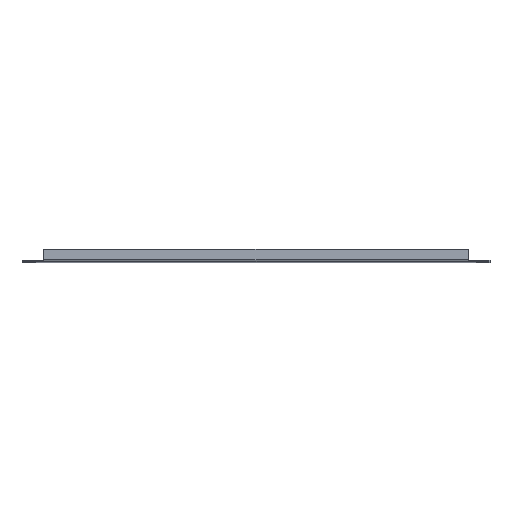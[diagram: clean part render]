
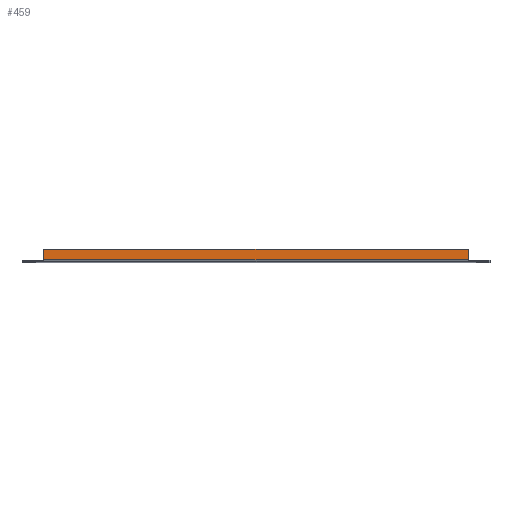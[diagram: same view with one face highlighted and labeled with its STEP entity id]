
A CAD part, top view. The second image highlights one B-rep face of the part: STEP entity #459.
In plain terms, the highlighted planar face has unit normal (0, 0, 1).
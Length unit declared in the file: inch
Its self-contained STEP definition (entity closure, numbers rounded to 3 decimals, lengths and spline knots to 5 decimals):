
#13 = CARTESIAN_POINT ( 'NONE',  ( -8.625, 0.5, 9.609 ) ) ;
#70 = LINE ( 'NONE', #656, #1763 ) ;
#129 = VECTOR ( 'NONE', #1458, 39.37008 ) ;
#139 = ORIENTED_EDGE ( 'NONE', *, *, #985, .F. ) ;
#152 = VECTOR ( 'NONE', #1814, 39.37008 ) ;
#167 = EDGE_CURVE ( 'NONE', #1013, #2003, #1682, .T. ) ;
#204 = CARTESIAN_POINT ( 'NONE',  ( 8.625, 0.04648, 9.609 ) ) ;
#271 = DIRECTION ( 'NONE',  ( 0., -1., 0. ) ) ;
#412 = CARTESIAN_POINT ( 'NONE',  ( 8.625, 0.086, 9.609 ) ) ;
#459 = ADVANCED_FACE ( 'NONE', ( #1173 ), #1472, .F. ) ;
#496 = ORIENTED_EDGE ( 'NONE', *, *, #502, .F. ) ;
#502 = EDGE_CURVE ( 'NONE', #1013, #1460, #70, .T. ) ;
#540 = DIRECTION ( 'NONE',  ( 1., 0., 0. ) ) ;
#656 = CARTESIAN_POINT ( 'NONE',  ( 8.625, 0.5, 9.609 ) ) ;
#703 = EDGE_CURVE ( 'NONE', #1603, #2003, #890, .T. ) ;
#731 = CARTESIAN_POINT ( 'NONE',  ( 8.625, 0.086, 9.609 ) ) ;
#846 = DIRECTION ( 'NONE',  ( 0., 0., -1. ) ) ;
#890 = LINE ( 'NONE', #412, #152 ) ;
#926 = CARTESIAN_POINT ( 'NONE',  ( -8.625, 0.086, 9.609 ) ) ;
#985 = EDGE_CURVE ( 'NONE', #1460, #1603, #1448, .T. ) ;
#1013 = VERTEX_POINT ( 'NONE', #13 ) ;
#1020 = CARTESIAN_POINT ( 'NONE',  ( 8.625, 0.5, 9.609 ) ) ;
#1168 = ORIENTED_EDGE ( 'NONE', *, *, #703, .F. ) ;
#1173 = FACE_OUTER_BOUND ( 'NONE', #1696, .T. ) ;
#1411 = VECTOR ( 'NONE', #271, 39.37008 ) ;
#1438 = AXIS2_PLACEMENT_3D ( 'NONE', #204, #846, #1789 ) ;
#1448 = LINE ( 'NONE', #1584, #129 ) ;
#1458 = DIRECTION ( 'NONE',  ( 0., -1., 0. ) ) ;
#1460 = VERTEX_POINT ( 'NONE', #1020 ) ;
#1472 = PLANE ( 'NONE',  #1438 ) ;
#1520 = CARTESIAN_POINT ( 'NONE',  ( -8.625, 0.04648, 9.609 ) ) ;
#1584 = CARTESIAN_POINT ( 'NONE',  ( 8.625, 0.04648, 9.609 ) ) ;
#1603 = VERTEX_POINT ( 'NONE', #731 ) ;
#1682 = LINE ( 'NONE', #1520, #1411 ) ;
#1696 = EDGE_LOOP ( 'NONE', ( #139, #496, #1737, #1168 ) ) ;
#1737 = ORIENTED_EDGE ( 'NONE', *, *, #167, .T. ) ;
#1763 = VECTOR ( 'NONE', #540, 39.37008 ) ;
#1789 = DIRECTION ( 'NONE',  ( 0., 1., 0. ) ) ;
#1814 = DIRECTION ( 'NONE',  ( -1., 0., 0. ) ) ;
#2003 = VERTEX_POINT ( 'NONE', #926 ) ;
